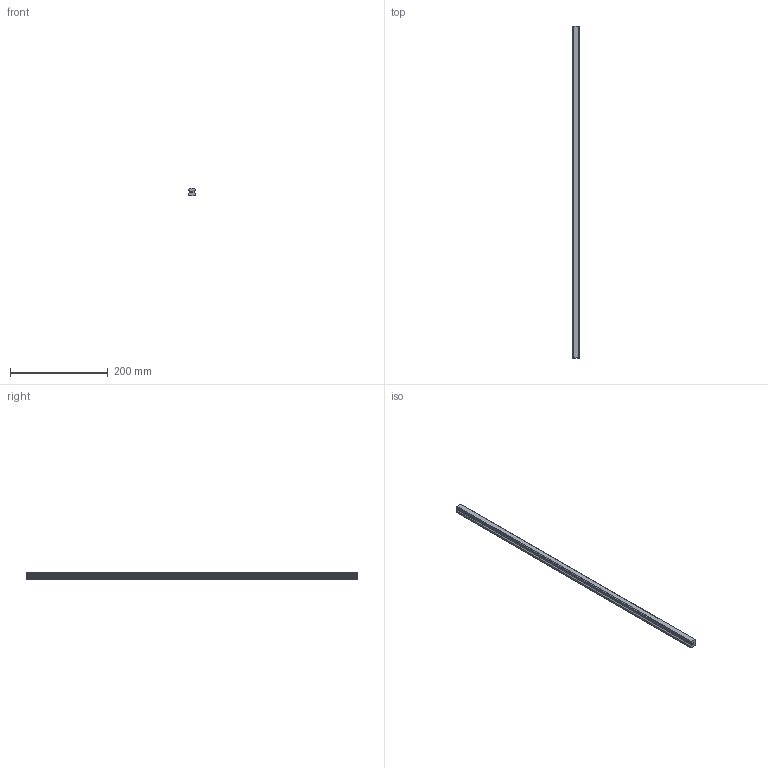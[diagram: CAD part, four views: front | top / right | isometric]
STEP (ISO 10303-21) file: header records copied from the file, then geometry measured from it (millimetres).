
FILE_DESCRIPTION(('STEP AP214'),'1');
FILE_NAME('cctmp_6CB3AEC2-DF6C-4AFB-8C14-430F151E8702_2021_01_19_10_07_11_0836..stp','2021-01-19T09:07:11',('HIWIN GmbH'),('CADClick - www.CADClick.com'),'Spatial InterOp 3D',' ','unknown authorization');
FILE_SCHEMA(('AUTOMOTIVE_DESIGN'));
Length unit declared in the file: millimetre
Products named in the file (1): HGR15T680C_FILE
Bounding box: 15 x 680 x 15 mm (x, y, z)
Volume: 127559.4 mm3; surface area: 43505.1 mm2
Topology: 1 solids, 1 shells, 163 faces, 447 edges, 278 vertices
Faces by surface type: plane 89, cylinder 50, cone 24
Entity records: 6289 total; most frequent: CARTESIAN_POINT 865, DIRECTION 851, ORIENTED_EDGE 846, EDGE_CURVE 423, LINE 323, VECTOR 323, VERTEX_POINT 278, AXIS2_PLACEMENT_3D 264
